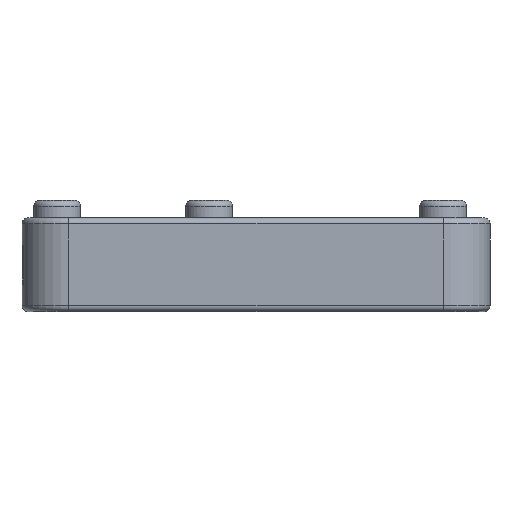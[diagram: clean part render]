
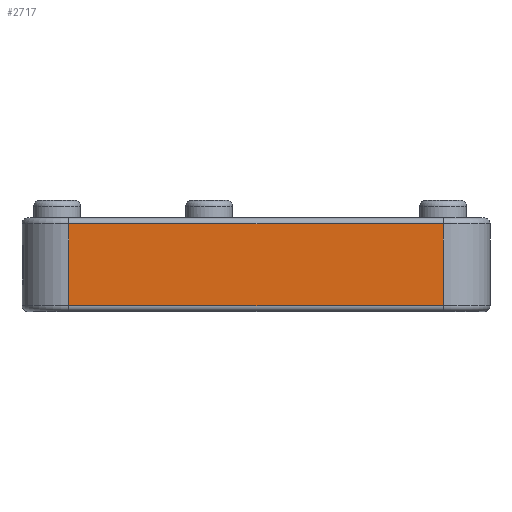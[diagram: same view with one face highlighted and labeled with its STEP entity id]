
A CAD part, left-side view. The second image highlights one B-rep face of the part: STEP entity #2717.
In plain terms, the highlighted planar face has unit normal (-1, 0, 0).
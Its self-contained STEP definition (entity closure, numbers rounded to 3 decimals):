
#148=PLANE('',#2956);
#239=FACE_OUTER_BOUND('',#430,.T.);
#430=EDGE_LOOP('',(#2008,#2009,#2010,#2011));
#633=LINE('',#4381,#839);
#636=LINE('',#4402,#842);
#638=LINE('',#4408,#844);
#639=LINE('',#4409,#845);
#839=VECTOR('',#3414,10.);
#842=VECTOR('',#3443,10.);
#844=VECTOR('',#3449,10.);
#845=VECTOR('',#3450,10.);
#1275=VERTEX_POINT('',#4375);
#1276=VERTEX_POINT('',#4379);
#1281=VERTEX_POINT('',#4401);
#1283=VERTEX_POINT('',#4407);
#1549=EDGE_CURVE('',#1275,#1276,#633,.T.);
#1559=EDGE_CURVE('',#1281,#1276,#636,.T.);
#1562=EDGE_CURVE('',#1283,#1275,#638,.T.);
#1563=EDGE_CURVE('',#1281,#1283,#639,.T.);
#2008=ORIENTED_EDGE('',*,*,#1549,.F.);
#2009=ORIENTED_EDGE('',*,*,#1562,.F.);
#2010=ORIENTED_EDGE('',*,*,#1563,.F.);
#2011=ORIENTED_EDGE('',*,*,#1559,.T.);
#2717=ADVANCED_FACE('',(#239),#148,.T.);
#2956=AXIS2_PLACEMENT_3D('',#4406,#3447,#3448);
#3414=DIRECTION('',(0.,-1.,0.));
#3443=DIRECTION('',(0.,0.,1.));
#3447=DIRECTION('center_axis',(-1.,0.,0.));
#3448=DIRECTION('ref_axis',(0.,-1.,0.));
#3449=DIRECTION('',(0.,0.,1.));
#3450=DIRECTION('',(0.,1.,0.));
#4375=CARTESIAN_POINT('',(-50.,32.,15.));
#4379=CARTESIAN_POINT('',(-50.,-32.,15.));
#4381=CARTESIAN_POINT('',(-50.,16.,15.));
#4401=CARTESIAN_POINT('',(-50.,-32.,1.));
#4402=CARTESIAN_POINT('',(-50.,-32.,0.));
#4406=CARTESIAN_POINT('Origin',(-50.,32.,0.));
#4407=CARTESIAN_POINT('',(-50.,32.,1.));
#4408=CARTESIAN_POINT('',(-50.,32.,0.));
#4409=CARTESIAN_POINT('',(-50.,16.,1.));
